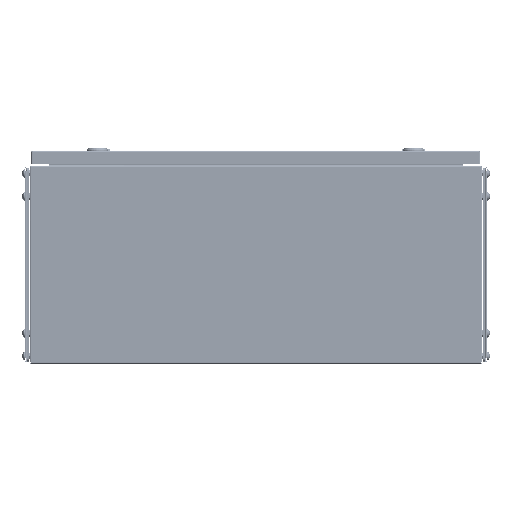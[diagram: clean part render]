
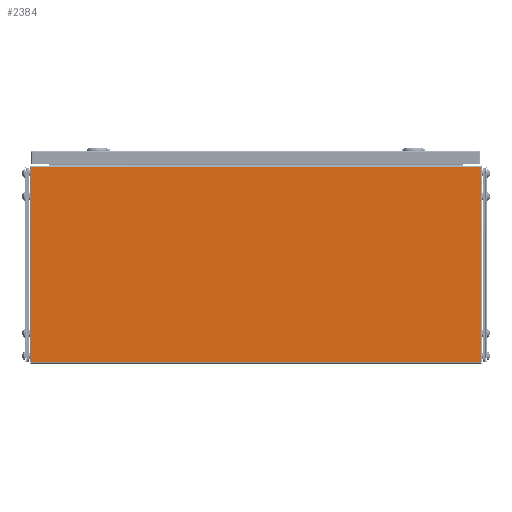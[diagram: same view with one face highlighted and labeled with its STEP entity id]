
A CAD part, left-side view. The second image highlights one B-rep face of the part: STEP entity #2384.
In plain terms, the highlighted planar face has unit normal (-1, 0, 0).
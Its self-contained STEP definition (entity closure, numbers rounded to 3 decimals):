
#926 = VECTOR ( 'NONE', #38671, 1000. ) ;
#1386 = VECTOR ( 'NONE', #46441, 1000. ) ;
#1943 = CARTESIAN_POINT ( 'NONE',  ( -300., 295.5, 1. ) ) ;
#2384 = ADVANCED_FACE ( 'NONE', ( #49459 ), #15797, .F. ) ;
#6368 = LINE ( 'NONE', #85706, #57943 ) ;
#6678 = CARTESIAN_POINT ( 'NONE',  ( -300., -295.5, 257.5 ) ) ;
#10922 = EDGE_CURVE ( 'NONE', #77468, #48324, #25622, .T. ) ;
#11655 = ORIENTED_EDGE ( 'NONE', *, *, #38530, .T. ) ;
#11716 = VERTEX_POINT ( 'NONE', #33766 ) ;
#12122 = LINE ( 'NONE', #25406, #926 ) ;
#15797 = PLANE ( 'NONE',  #18466 ) ;
#18466 = AXIS2_PLACEMENT_3D ( 'NONE', #76910, #63610, #28625 ) ;
#19398 = CARTESIAN_POINT ( 'NONE',  ( -300., -295.5, 257.5 ) ) ;
#24238 = CARTESIAN_POINT ( 'NONE',  ( -300., 295.5, 0. ) ) ;
#25406 = CARTESIAN_POINT ( 'NONE',  ( -300., -295.5, 0. ) ) ;
#25622 = LINE ( 'NONE', #19398, #1386 ) ;
#26969 = ORIENTED_EDGE ( 'NONE', *, *, #58375, .T. ) ;
#28625 = DIRECTION ( 'NONE',  ( 0., 0., -1. ) ) ;
#32074 = DIRECTION ( 'NONE',  ( 0., 1., 0. ) ) ;
#33766 = CARTESIAN_POINT ( 'NONE',  ( -300., -295.5, 1. ) ) ;
#36789 = ORIENTED_EDGE ( 'NONE', *, *, #54063, .F. ) ;
#38213 = VECTOR ( 'NONE', #58754, 1000. ) ;
#38530 = EDGE_CURVE ( 'NONE', #48324, #68939, #57901, .T. ) ;
#38671 = DIRECTION ( 'NONE',  ( 0., 0., 1. ) ) ;
#46441 = DIRECTION ( 'NONE',  ( 0., 1., 0. ) ) ;
#47415 = ORIENTED_EDGE ( 'NONE', *, *, #10922, .T. ) ;
#48324 = VERTEX_POINT ( 'NONE', #49027 ) ;
#49027 = CARTESIAN_POINT ( 'NONE',  ( -300., 295.5, 257.5 ) ) ;
#49459 = FACE_OUTER_BOUND ( 'NONE', #50196, .T. ) ;
#50196 = EDGE_LOOP ( 'NONE', ( #47415, #11655, #36789, #26969 ) ) ;
#54063 = EDGE_CURVE ( 'NONE', #11716, #68939, #6368, .T. ) ;
#57901 = LINE ( 'NONE', #24238, #38213 ) ;
#57943 = VECTOR ( 'NONE', #32074, 1000. ) ;
#58375 = EDGE_CURVE ( 'NONE', #11716, #77468, #12122, .T. ) ;
#58754 = DIRECTION ( 'NONE',  ( 0., 0., -1. ) ) ;
#63610 = DIRECTION ( 'NONE',  ( 1., 0., 0. ) ) ;
#68939 = VERTEX_POINT ( 'NONE', #1943 ) ;
#76910 = CARTESIAN_POINT ( 'NONE',  ( -300., 0., 0. ) ) ;
#77468 = VERTEX_POINT ( 'NONE', #6678 ) ;
#85706 = CARTESIAN_POINT ( 'NONE',  ( -300., 295.5, 1. ) ) ;
